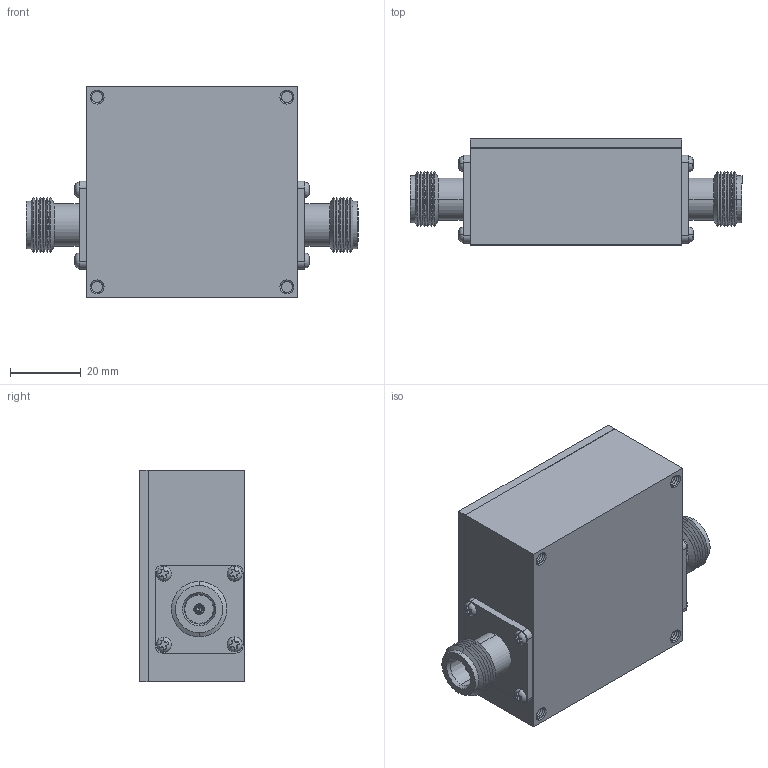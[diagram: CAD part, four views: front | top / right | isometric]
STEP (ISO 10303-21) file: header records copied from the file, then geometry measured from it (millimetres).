
FILE_DESCRIPTION (( 'STEP AP214' ), '1' );
FILE_NAME ('BPF4900A.STEP', '2018-02-26T21:30:42', ( '' ), ( '' ), 'SwSTEP 2.0', 'SolidWorks 2017', '' );
FILE_SCHEMA (( 'AUTOMOTIVE_DESIGN' ));
Length unit declared in the file: inch
Products named in the file (3): BPF4900A_Body; BPF4900A_N-FEMALE; BPF4900A
Assembly tree (3 placements, depth 2):
  BPF4900A
    BPF4900A_Body
    BPF4900A_N-FEMALE  x2
Bounding box: 94.18 x 29.97 x 59.94 mm (x, y, z)
Volume: 111043.5 mm3; surface area: 22026.6 mm2
Topology: 3 solids, 3 shells, 734 faces, 1754 edges, 1082 vertices
Faces by surface type: plane 380, cone 284, cylinder 54, torus 16
Entity records: 16792 total; most frequent: CARTESIAN_POINT 3029, DIRECTION 2884, ORIENTED_EDGE 2772, EDGE_CURVE 1386, AXIS2_PLACEMENT_3D 962, LINE 960, VECTOR 960, VERTEX_POINT 851
